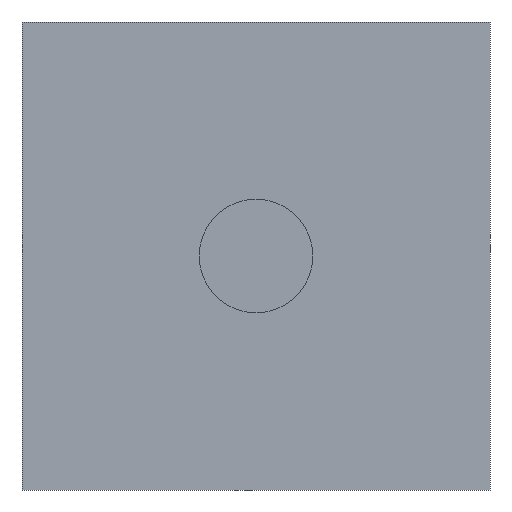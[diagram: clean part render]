
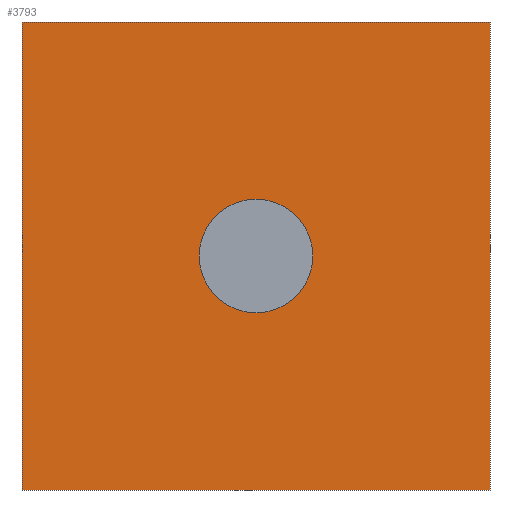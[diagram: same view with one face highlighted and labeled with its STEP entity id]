
A CAD part, front view. The second image highlights one B-rep face of the part: STEP entity #3793.
In plain terms, the highlighted planar face has unit normal (0, -1, 0).
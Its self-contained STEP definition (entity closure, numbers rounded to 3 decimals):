
#399=FACE_BOUND('',#635,.T.);
#404=CIRCLE('',#4026,0.85);
#421=FACE_OUTER_BOUND('',#634,.T.);
#634=EDGE_LOOP('',(#2565,#2566,#2567,#2568));
#635=EDGE_LOOP('',(#2569));
#875=LINE('',#4712,#1217);
#876=LINE('',#4714,#1218);
#877=LINE('',#4716,#1219);
#878=LINE('',#4717,#1220);
#1217=VECTOR('',#4171,10.);
#1218=VECTOR('',#4172,10.);
#1219=VECTOR('',#4173,10.);
#1220=VECTOR('',#4174,10.);
#1547=VERTEX_POINT('',#4710);
#1548=VERTEX_POINT('',#4711);
#1549=VERTEX_POINT('',#4713);
#1550=VERTEX_POINT('',#4715);
#1551=VERTEX_POINT('',#4718);
#1947=EDGE_CURVE('',#1547,#1548,#875,.T.);
#1948=EDGE_CURVE('',#1548,#1549,#876,.T.);
#1949=EDGE_CURVE('',#1549,#1550,#877,.T.);
#1950=EDGE_CURVE('',#1550,#1547,#878,.T.);
#1951=EDGE_CURVE('',#1551,#1551,#404,.T.);
#2565=ORIENTED_EDGE('',*,*,#1947,.T.);
#2566=ORIENTED_EDGE('',*,*,#1948,.T.);
#2567=ORIENTED_EDGE('',*,*,#1949,.T.);
#2568=ORIENTED_EDGE('',*,*,#1950,.T.);
#2569=ORIENTED_EDGE('',*,*,#1951,.T.);
#3706=PLANE('',#4025);
#3793=ADVANCED_FACE('',(#421,#399),#3706,.F.);
#4025=AXIS2_PLACEMENT_3D('',#4709,#4169,#4170);
#4026=AXIS2_PLACEMENT_3D('',#4719,#4175,#4176);
#4169=DIRECTION('center_axis',(0.,1.,0.));
#4170=DIRECTION('ref_axis',(0.,0.,1.));
#4171=DIRECTION('',(-1.,0.,0.));
#4172=DIRECTION('',(0.,0.,-1.));
#4173=DIRECTION('',(1.,0.,0.));
#4174=DIRECTION('',(0.,0.,1.));
#4175=DIRECTION('center_axis',(0.,1.,0.));
#4176=DIRECTION('ref_axis',(1.,0.,0.));
#4709=CARTESIAN_POINT('Origin',(0.,1.,0.));
#4710=CARTESIAN_POINT('',(7.,1.,7.));
#4711=CARTESIAN_POINT('',(-7.,1.,7.));
#4712=CARTESIAN_POINT('',(-3.5,1.,7.));
#4713=CARTESIAN_POINT('',(-7.,1.,-7.));
#4714=CARTESIAN_POINT('',(-7.,1.,-3.5));
#4715=CARTESIAN_POINT('',(7.,1.,-7.));
#4716=CARTESIAN_POINT('',(3.5,1.,-7.));
#4717=CARTESIAN_POINT('',(7.,1.,3.5));
#4718=CARTESIAN_POINT('',(-0.85,1.,0.));
#4719=CARTESIAN_POINT('Origin',(0.,1.,0.));
